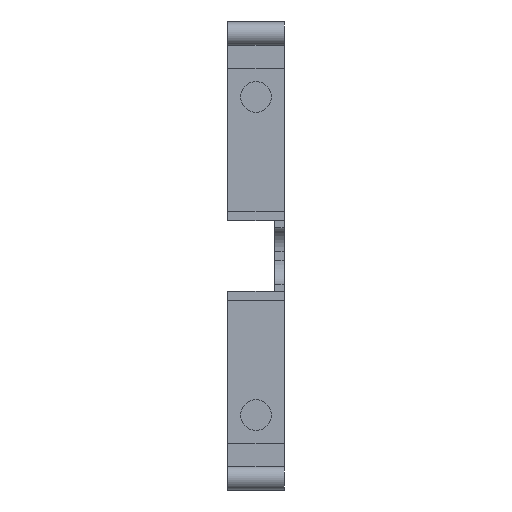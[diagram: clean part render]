
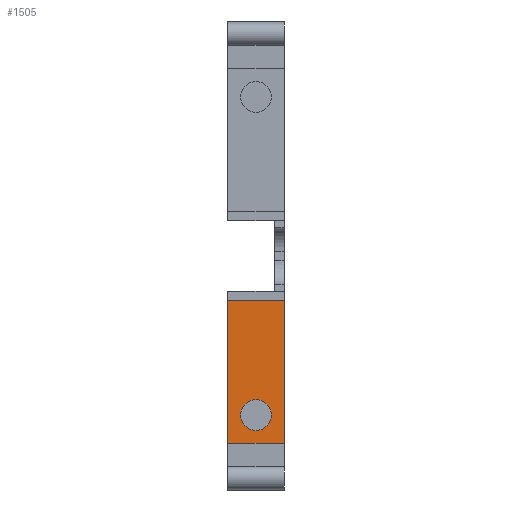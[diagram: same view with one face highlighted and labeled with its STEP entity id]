
A CAD part, left-side view. The second image highlights one B-rep face of the part: STEP entity #1505.
In plain terms, the highlighted planar face has unit normal (-1, 0, 0).
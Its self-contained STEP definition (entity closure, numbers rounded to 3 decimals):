
#276 = DIRECTION ( 'NONE',  ( -1., 0., 0. ) ) ;
#472 = VERTEX_POINT ( 'NONE', #3687 ) ;
#596 = ORIENTED_EDGE ( 'NONE', *, *, #3314, .F. ) ;
#633 = CARTESIAN_POINT ( 'NONE',  ( -56.692, -2., 10. ) ) ;
#713 = DIRECTION ( 'NONE',  ( 0., 0., 1. ) ) ;
#733 = CARTESIAN_POINT ( 'NONE',  ( -56.692, 10., 38.65 ) ) ;
#756 = EDGE_LOOP ( 'NONE', ( #2992, #3044 ) ) ;
#779 = CARTESIAN_POINT ( 'NONE',  ( -56.692, 4., 16. ) ) ;
#828 = EDGE_CURVE ( 'NONE', #2600, #1002, #2603, .T. ) ;
#983 = PLANE ( 'NONE',  #2195 ) ;
#987 = LINE ( 'NONE', #1870, #1325 ) ;
#1002 = VERTEX_POINT ( 'NONE', #1830 ) ;
#1007 = LINE ( 'NONE', #1028, #3649 ) ;
#1028 = CARTESIAN_POINT ( 'NONE',  ( -56.692, -2., 38.65 ) ) ;
#1057 = VECTOR ( 'NONE', #713, 1000. ) ;
#1177 = DIRECTION ( 'NONE',  ( 0., 0., 1. ) ) ;
#1203 = EDGE_CURVE ( 'NONE', #1894, #1271, #987, .T. ) ;
#1269 = EDGE_LOOP ( 'NONE', ( #2462, #3728, #596, #2011 ) ) ;
#1271 = VERTEX_POINT ( 'NONE', #1949 ) ;
#1325 = VECTOR ( 'NONE', #2479, 1000. ) ;
#1505 = ADVANCED_FACE ( 'NONE', ( #2438, #3341 ), #983, .T. ) ;
#1547 = VECTOR ( 'NONE', #1794, 1000. ) ;
#1551 = CARTESIAN_POINT ( 'NONE',  ( -56.692, -2., 40.5 ) ) ;
#1617 = DIRECTION ( 'NONE',  ( -1., 0., 0. ) ) ;
#1794 = DIRECTION ( 'NONE',  ( 0., 1., 0. ) ) ;
#1830 = CARTESIAN_POINT ( 'NONE',  ( -56.692, 4., 12.7 ) ) ;
#1870 = CARTESIAN_POINT ( 'NONE',  ( -56.692, -32.944, 10. ) ) ;
#1894 = VERTEX_POINT ( 'NONE', #633 ) ;
#1949 = CARTESIAN_POINT ( 'NONE',  ( -56.692, 10., 10. ) ) ;
#2011 = ORIENTED_EDGE ( 'NONE', *, *, #1203, .F. ) ;
#2195 = AXIS2_PLACEMENT_3D ( 'NONE', #2417, #1617, #2738 ) ;
#2215 = DIRECTION ( 'NONE',  ( 0., 0., -1. ) ) ;
#2368 = CARTESIAN_POINT ( 'NONE',  ( -56.692, -2., 40.5 ) ) ;
#2417 = CARTESIAN_POINT ( 'NONE',  ( -56.692, -32.944, 38.65 ) ) ;
#2438 = FACE_BOUND ( 'NONE', #756, .T. ) ;
#2462 = ORIENTED_EDGE ( 'NONE', *, *, #2487, .F. ) ;
#2479 = DIRECTION ( 'NONE',  ( 0., 1., 0. ) ) ;
#2487 = EDGE_CURVE ( 'NONE', #3112, #1894, #1007, .T. ) ;
#2600 = VERTEX_POINT ( 'NONE', #2903 ) ;
#2603 = CIRCLE ( 'NONE', #3198, 3.3 ) ;
#2606 = CARTESIAN_POINT ( 'NONE',  ( -56.692, 4., 16. ) ) ;
#2645 = EDGE_CURVE ( 'NONE', #1002, #2600, #3297, .T. ) ;
#2738 = DIRECTION ( 'NONE',  ( 0., 0., 1. ) ) ;
#2802 = LINE ( 'NONE', #733, #1057 ) ;
#2891 = DIRECTION ( 'NONE',  ( 0., 0., 1. ) ) ;
#2903 = CARTESIAN_POINT ( 'NONE',  ( -56.692, 4., 19.3 ) ) ;
#2992 = ORIENTED_EDGE ( 'NONE', *, *, #2645, .F. ) ;
#3044 = ORIENTED_EDGE ( 'NONE', *, *, #828, .F. ) ;
#3112 = VERTEX_POINT ( 'NONE', #1551 ) ;
#3168 = AXIS2_PLACEMENT_3D ( 'NONE', #2606, #3713, #1177 ) ;
#3190 = LINE ( 'NONE', #2368, #1547 ) ;
#3198 = AXIS2_PLACEMENT_3D ( 'NONE', #779, #276, #2891 ) ;
#3297 = CIRCLE ( 'NONE', #3168, 3.3 ) ;
#3314 = EDGE_CURVE ( 'NONE', #1271, #472, #2802, .T. ) ;
#3341 = FACE_OUTER_BOUND ( 'NONE', #1269, .T. ) ;
#3591 = EDGE_CURVE ( 'NONE', #3112, #472, #3190, .T. ) ;
#3649 = VECTOR ( 'NONE', #2215, 1000. ) ;
#3687 = CARTESIAN_POINT ( 'NONE',  ( -56.692, 10., 40.5 ) ) ;
#3713 = DIRECTION ( 'NONE',  ( -1., 0., 0. ) ) ;
#3728 = ORIENTED_EDGE ( 'NONE', *, *, #3591, .T. ) ;
